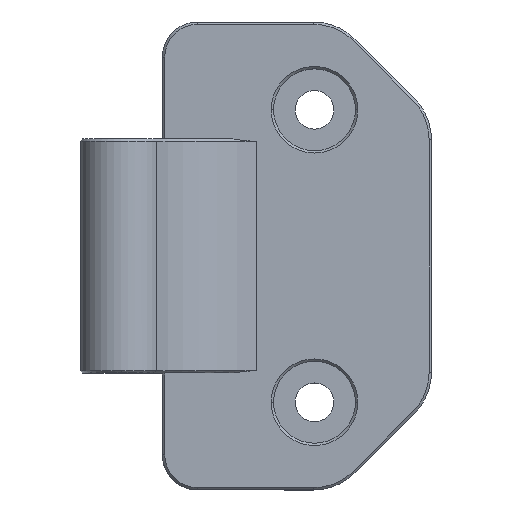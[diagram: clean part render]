
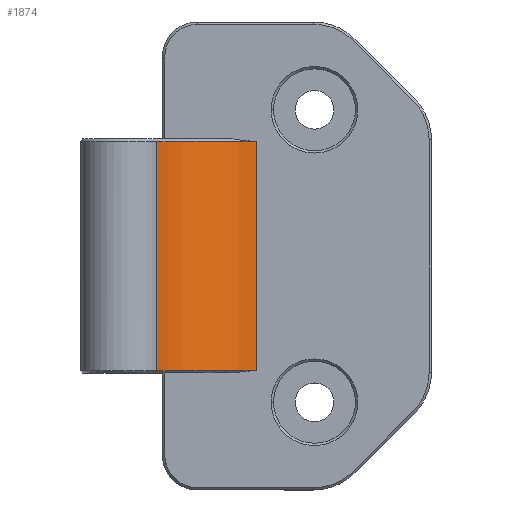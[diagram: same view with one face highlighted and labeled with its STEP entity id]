
A CAD part, top view. The second image highlights one B-rep face of the part: STEP entity #1874.
In plain terms, the highlighted cylindrical face has radius 10 mm (diameter 20 mm), a partial arc.
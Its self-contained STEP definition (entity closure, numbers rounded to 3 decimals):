
#111 = AXIS2_PLACEMENT_3D ( 'NONE', #1493, #847, #1839 ) ;
#112 = DIRECTION ( 'NONE',  ( 0., 0., -1. ) ) ;
#146 = VERTEX_POINT ( 'NONE', #1578 ) ;
#148 = DIRECTION ( 'NONE',  ( 0., -1., 0. ) ) ;
#161 = VERTEX_POINT ( 'NONE', #592 ) ;
#204 = FACE_OUTER_BOUND ( 'NONE', #557, .T. ) ;
#208 = CARTESIAN_POINT ( 'NONE',  ( 6.493, -9.8, 9.815 ) ) ;
#251 = VECTOR ( 'NONE', #763, 1000. ) ;
#303 = AXIS2_PLACEMENT_3D ( 'NONE', #1213, #552, #1420 ) ;
#347 = AXIS2_PLACEMENT_3D ( 'NONE', #1461, #2128, #112 ) ;
#482 = CARTESIAN_POINT ( 'NONE',  ( 15.043, -15., 5. ) ) ;
#552 = DIRECTION ( 'NONE',  ( 0., 1., 0. ) ) ;
#557 = EDGE_LOOP ( 'NONE', ( #1041, #1993, #1646, #811 ) ) ;
#592 = CARTESIAN_POINT ( 'NONE',  ( 6.493, 9.8, 9.815 ) ) ;
#650 = VERTEX_POINT ( 'NONE', #208 ) ;
#675 = CIRCLE ( 'NONE', #303, 10. ) ;
#763 = DIRECTION ( 'NONE',  ( 0., 1., 0. ) ) ;
#811 = ORIENTED_EDGE ( 'NONE', *, *, #1763, .T. ) ;
#847 = DIRECTION ( 'NONE',  ( 0., -1., 0. ) ) ;
#867 = EDGE_CURVE ( 'NONE', #1489, #161, #675, .T. ) ;
#871 = CYLINDRICAL_SURFACE ( 'NONE', #111, 10. ) ;
#983 = LINE ( 'NONE', #482, #1071 ) ;
#1041 = ORIENTED_EDGE ( 'NONE', *, *, #1083, .F. ) ;
#1071 = VECTOR ( 'NONE', #148, 1000. ) ;
#1083 = EDGE_CURVE ( 'NONE', #1489, #146, #983, .T. ) ;
#1187 = CIRCLE ( 'NONE', #347, 10. ) ;
#1213 = CARTESIAN_POINT ( 'NONE',  ( 15.043, 9.8, 15. ) ) ;
#1420 = DIRECTION ( 'NONE',  ( 0., 0., 1. ) ) ;
#1461 = CARTESIAN_POINT ( 'NONE',  ( 15.043, -9.8, 15. ) ) ;
#1489 = VERTEX_POINT ( 'NONE', #2031 ) ;
#1493 = CARTESIAN_POINT ( 'NONE',  ( 15.043, 29.899, 15. ) ) ;
#1578 = CARTESIAN_POINT ( 'NONE',  ( 15.043, -9.8, 5. ) ) ;
#1613 = EDGE_CURVE ( 'NONE', #650, #161, #1716, .T. ) ;
#1646 = ORIENTED_EDGE ( 'NONE', *, *, #1613, .F. ) ;
#1716 = LINE ( 'NONE', #1906, #251 ) ;
#1763 = EDGE_CURVE ( 'NONE', #650, #146, #1187, .T. ) ;
#1839 = DIRECTION ( 'NONE',  ( 0., 0., -1. ) ) ;
#1874 = ADVANCED_FACE ( 'NONE', ( #204 ), #871, .F. ) ;
#1906 = CARTESIAN_POINT ( 'NONE',  ( 6.493, 29.899, 9.815 ) ) ;
#1993 = ORIENTED_EDGE ( 'NONE', *, *, #867, .T. ) ;
#2031 = CARTESIAN_POINT ( 'NONE',  ( 15.043, 9.8, 5. ) ) ;
#2128 = DIRECTION ( 'NONE',  ( 0., -1., 0. ) ) ;
